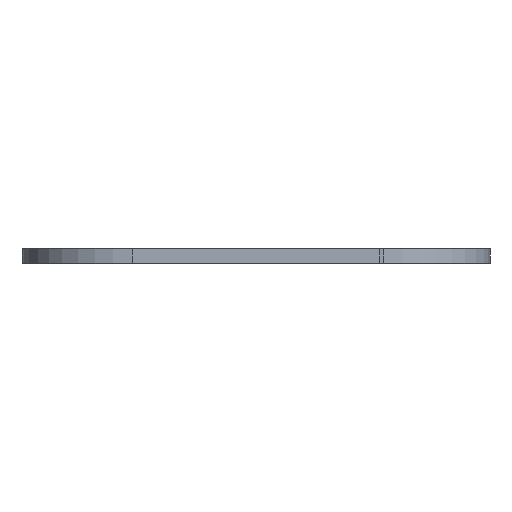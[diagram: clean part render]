
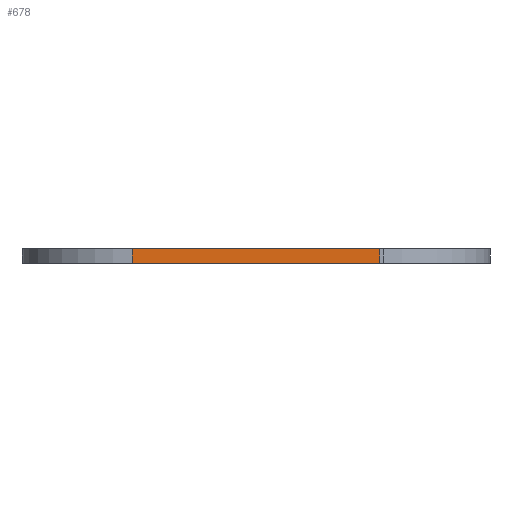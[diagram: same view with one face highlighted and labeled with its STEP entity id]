
A CAD part, left-side view. The second image highlights one B-rep face of the part: STEP entity #678.
In plain terms, the highlighted planar face has unit normal (-1, 0, 0).
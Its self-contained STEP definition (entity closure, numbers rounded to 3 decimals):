
#653 = VERTEX_POINT('',#654);
#654 = CARTESIAN_POINT('',(-57.11,-7.265,1.6));
#660 = EDGE_CURVE('',#661,#653,#663,.T.);
#661 = VERTEX_POINT('',#662);
#662 = CARTESIAN_POINT('',(-57.11,-7.265,0.));
#663 = LINE('',#664,#665);
#664 = CARTESIAN_POINT('',(-57.11,-7.265,0.));
#665 = VECTOR('',#666,1.);
#666 = DIRECTION('',(0.,0.,1.));
#678 = ADVANCED_FACE('',(#679),#704,.T.);
#679 = FACE_BOUND('',#680,.T.);
#680 = EDGE_LOOP('',(#681,#682,#690,#698));
#681 = ORIENTED_EDGE('',*,*,#660,.T.);
#682 = ORIENTED_EDGE('',*,*,#683,.T.);
#683 = EDGE_CURVE('',#653,#684,#686,.T.);
#684 = VERTEX_POINT('',#685);
#685 = CARTESIAN_POINT('',(-57.11,19.735,1.6));
#686 = LINE('',#687,#688);
#687 = CARTESIAN_POINT('',(-57.11,-7.265,1.6));
#688 = VECTOR('',#689,1.);
#689 = DIRECTION('',(0.,1.,0.));
#690 = ORIENTED_EDGE('',*,*,#691,.F.);
#691 = EDGE_CURVE('',#692,#684,#694,.T.);
#692 = VERTEX_POINT('',#693);
#693 = CARTESIAN_POINT('',(-57.11,19.735,0.));
#694 = LINE('',#695,#696);
#695 = CARTESIAN_POINT('',(-57.11,19.735,0.));
#696 = VECTOR('',#697,1.);
#697 = DIRECTION('',(0.,0.,1.));
#698 = ORIENTED_EDGE('',*,*,#699,.F.);
#699 = EDGE_CURVE('',#661,#692,#700,.T.);
#700 = LINE('',#701,#702);
#701 = CARTESIAN_POINT('',(-57.11,-7.265,0.));
#702 = VECTOR('',#703,1.);
#703 = DIRECTION('',(0.,1.,0.));
#704 = PLANE('',#705);
#705 = AXIS2_PLACEMENT_3D('',#706,#707,#708);
#706 = CARTESIAN_POINT('',(-57.11,-7.265,0.));
#707 = DIRECTION('',(-1.,0.,0.));
#708 = DIRECTION('',(0.,1.,0.));
